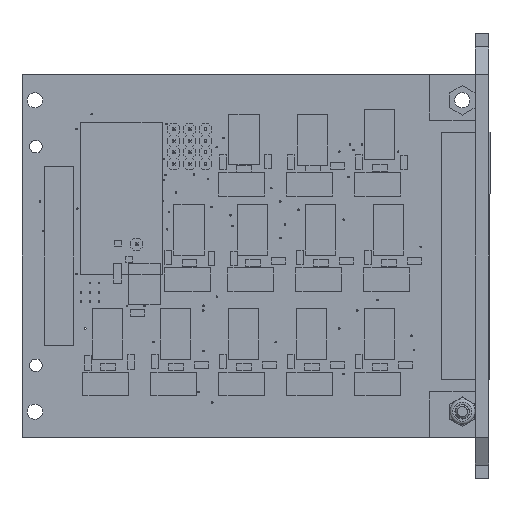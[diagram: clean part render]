
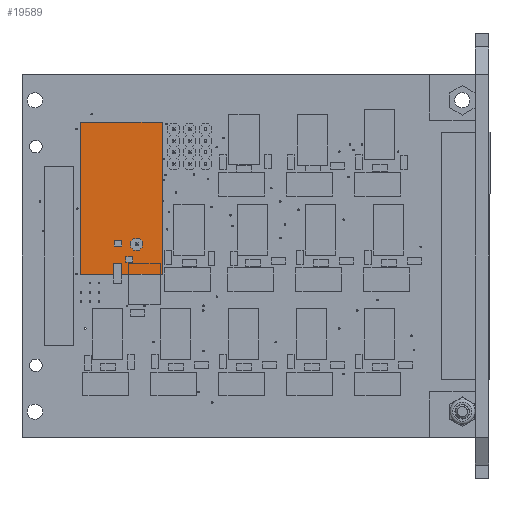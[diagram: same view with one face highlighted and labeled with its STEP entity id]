
A CAD part, left-side view. The second image highlights one B-rep face of the part: STEP entity #19589.
In plain terms, the highlighted face is planar.
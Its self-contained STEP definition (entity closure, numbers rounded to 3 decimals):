
#1973=PLANE('',#21333);
#2708=FACE_OUTER_BOUND('',#4235,.T.);
#4235=EDGE_LOOP('',(#15148,#15149,#15150,#15151));
#5385=LINE('',#28087,#7046);
#5386=LINE('',#28089,#7047);
#5387=LINE('',#28091,#7048);
#5388=LINE('',#28092,#7049);
#7046=VECTOR('',#23857,10.);
#7047=VECTOR('',#23858,10.);
#7048=VECTOR('',#23859,10.);
#7049=VECTOR('',#23860,10.);
#9462=VERTEX_POINT('',#28085);
#9463=VERTEX_POINT('',#28086);
#9464=VERTEX_POINT('',#28088);
#9465=VERTEX_POINT('',#28090);
#11560=EDGE_CURVE('',#9462,#9463,#5385,.T.);
#11561=EDGE_CURVE('',#9463,#9464,#5386,.T.);
#11562=EDGE_CURVE('',#9464,#9465,#5387,.T.);
#11563=EDGE_CURVE('',#9465,#9462,#5388,.T.);
#15148=ORIENTED_EDGE('',*,*,#11560,.T.);
#15149=ORIENTED_EDGE('',*,*,#11561,.T.);
#15150=ORIENTED_EDGE('',*,*,#11562,.T.);
#15151=ORIENTED_EDGE('',*,*,#11563,.T.);
#19589=ADVANCED_FACE('',(#2708),#1973,.T.);
#21333=AXIS2_PLACEMENT_3D('',#28084,#23855,#23856);
#23855=DIRECTION('center_axis',(0.,0.,1.));
#23856=DIRECTION('ref_axis',(1.,0.,0.));
#23857=DIRECTION('',(0.,1.,0.));
#23858=DIRECTION('',(-1.,0.,0.));
#23859=DIRECTION('',(0.,-1.,0.));
#23860=DIRECTION('',(1.,0.,0.));
#28084=CARTESIAN_POINT('Origin',(8.89,16.675,0.1));
#28085=CARTESIAN_POINT('',(17.882,-0.105,0.1));
#28086=CARTESIAN_POINT('',(17.882,33.456,0.1));
#28087=CARTESIAN_POINT('',(17.882,16.675,0.1));
#28088=CARTESIAN_POINT('',(-0.102,33.456,0.1));
#28089=CARTESIAN_POINT('',(8.89,33.456,0.1));
#28090=CARTESIAN_POINT('',(-0.102,-0.105,0.1));
#28091=CARTESIAN_POINT('',(-0.102,16.675,0.1));
#28092=CARTESIAN_POINT('',(8.89,-0.105,0.1));
